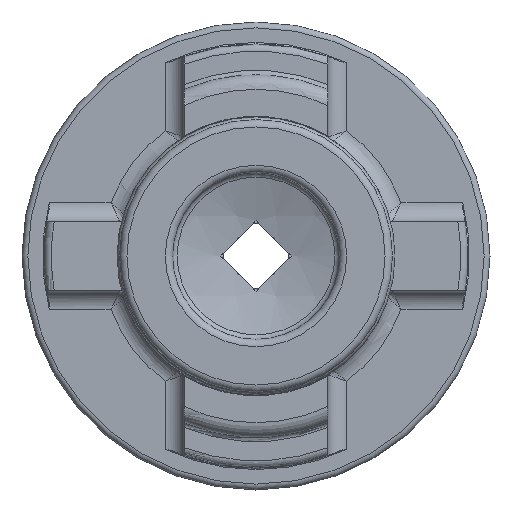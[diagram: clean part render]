
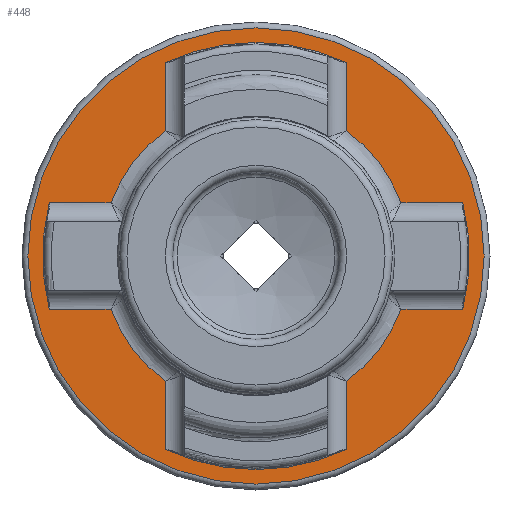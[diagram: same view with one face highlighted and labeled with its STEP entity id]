
A CAD part, left-side view. The second image highlights one B-rep face of the part: STEP entity #448.
In plain terms, the highlighted planar face has unit normal (-1, 0, 0).
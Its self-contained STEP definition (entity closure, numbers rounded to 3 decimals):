
#10 = CIRCLE ( 'NONE', #2170, 14.6 ) ;
#22 = VERTEX_POINT ( 'NONE', #142 ) ;
#46 = ORIENTED_EDGE ( 'NONE', *, *, #4258, .F. ) ;
#48 = EDGE_CURVE ( 'NONE', #2642, #3027, #3058, .T. ) ;
#64 = AXIS2_PLACEMENT_3D ( 'NONE', #1363, #946, #1745 ) ;
#142 = CARTESIAN_POINT ( 'NONE',  ( 23.8, -9.909, 3.65 ) ) ;
#163 = DIRECTION ( 'NONE',  ( 0., 0., 1. ) ) ;
#199 = DIRECTION ( 'NONE',  ( 0., 0., -1. ) ) ;
#225 = DIRECTION ( 'NONE',  ( 0., 0., -1. ) ) ;
#230 = LINE ( 'NONE', #4367, #3039 ) ;
#288 = EDGE_LOOP ( 'NONE', ( #4214, #1509, #798, #740, #46, #3239, #3460, #3339, #1344, #3614, #4062, #4904, #4155, #444, #2711, #4867 ) ) ;
#323 = CARTESIAN_POINT ( 'NONE',  ( 23.8, 14.6, -3.65 ) ) ;
#411 = CARTESIAN_POINT ( 'NONE',  ( 23.8, 6.2, -8.548 ) ) ;
#420 = DIRECTION ( 'NONE',  ( -1., 0., 0. ) ) ;
#444 = ORIENTED_EDGE ( 'NONE', *, *, #2613, .T. ) ;
#448 = ADVANCED_FACE ( 'NONE', ( #2790, #1229 ), #2590, .F. ) ;
#490 = DIRECTION ( 'NONE',  ( -1., 0., 0. ) ) ;
#564 = VERTEX_POINT ( 'NONE', #411 ) ;
#572 = VERTEX_POINT ( 'NONE', #3183 ) ;
#598 = VECTOR ( 'NONE', #4106, 1000. ) ;
#662 = VECTOR ( 'NONE', #199, 1000. ) ;
#740 = ORIENTED_EDGE ( 'NONE', *, *, #2043, .T. ) ;
#784 = DIRECTION ( 'NONE',  ( 0., 0., 1. ) ) ;
#798 = ORIENTED_EDGE ( 'NONE', *, *, #2847, .T. ) ;
#904 = VERTEX_POINT ( 'NONE', #3092 ) ;
#927 = VERTEX_POINT ( 'NONE', #2265 ) ;
#938 = EDGE_CURVE ( 'NONE', #927, #22, #4242, .T. ) ;
#939 = VERTEX_POINT ( 'NONE', #3703 ) ;
#946 = DIRECTION ( 'NONE',  ( 1., 0., 0. ) ) ;
#986 = VERTEX_POINT ( 'NONE', #2279 ) ;
#1007 = EDGE_CURVE ( 'NONE', #2500, #2129, #1093, .T. ) ;
#1019 = CARTESIAN_POINT ( 'NONE',  ( 23.8, 14.136, -3.65 ) ) ;
#1036 = DIRECTION ( 'NONE',  ( 0., 0., -1. ) ) ;
#1093 = LINE ( 'NONE', #323, #3974 ) ;
#1125 = EDGE_CURVE ( 'NONE', #22, #3027, #2177, .T. ) ;
#1157 = LINE ( 'NONE', #3736, #662 ) ;
#1229 = FACE_OUTER_BOUND ( 'NONE', #3146, .T. ) ;
#1254 = DIRECTION ( 'NONE',  ( -1., 0., 0. ) ) ;
#1268 = DIRECTION ( 'NONE',  ( 1., 0., 0. ) ) ;
#1287 = CARTESIAN_POINT ( 'NONE',  ( 23.8, -6.2, -8.548 ) ) ;
#1334 = CIRCLE ( 'NONE', #3835, 10.56 ) ;
#1344 = ORIENTED_EDGE ( 'NONE', *, *, #1355, .F. ) ;
#1355 = EDGE_CURVE ( 'NONE', #2070, #2129, #4636, .T. ) ;
#1363 = CARTESIAN_POINT ( 'NONE',  ( 23.8, 0., 0. ) ) ;
#1385 = EDGE_CURVE ( 'NONE', #939, #939, #3124, .T. ) ;
#1387 = DIRECTION ( 'NONE',  ( 1., 0., 0. ) ) ;
#1390 = AXIS2_PLACEMENT_3D ( 'NONE', #2103, #1735, #2907 ) ;
#1417 = DIRECTION ( 'NONE',  ( -1., 0., 0. ) ) ;
#1493 = DIRECTION ( 'NONE',  ( 0., 0., 1. ) ) ;
#1502 = VERTEX_POINT ( 'NONE', #2087 ) ;
#1509 = ORIENTED_EDGE ( 'NONE', *, *, #2452, .T. ) ;
#1566 = EDGE_CURVE ( 'NONE', #986, #564, #5029, .T. ) ;
#1603 = VERTEX_POINT ( 'NONE', #1876 ) ;
#1690 = CARTESIAN_POINT ( 'NONE',  ( 23.8, 9.909, 3.65 ) ) ;
#1735 = DIRECTION ( 'NONE',  ( 1., 0., 0. ) ) ;
#1745 = DIRECTION ( 'NONE',  ( 0., 0., -1. ) ) ;
#1778 = VECTOR ( 'NONE', #225, 1000. ) ;
#1787 = CARTESIAN_POINT ( 'NONE',  ( 23.8, 6.2, 0. ) ) ;
#1854 = CARTESIAN_POINT ( 'NONE',  ( 23.8, -14.136, 3.65 ) ) ;
#1876 = CARTESIAN_POINT ( 'NONE',  ( 23.8, -6.2, 13.218 ) ) ;
#1950 = DIRECTION ( 'NONE',  ( 0., -1., 0. ) ) ;
#2043 = EDGE_CURVE ( 'NONE', #2998, #572, #1157, .T. ) ;
#2070 = VERTEX_POINT ( 'NONE', #5049 ) ;
#2087 = CARTESIAN_POINT ( 'NONE',  ( 23.8, -9.909, -3.65 ) ) ;
#2103 = CARTESIAN_POINT ( 'NONE',  ( 23.8, 0., 0. ) ) ;
#2129 = VERTEX_POINT ( 'NONE', #1019 ) ;
#2135 = CARTESIAN_POINT ( 'NONE',  ( 23.8, 0., 0. ) ) ;
#2170 = AXIS2_PLACEMENT_3D ( 'NONE', #3427, #1417, #2540 ) ;
#2177 = LINE ( 'NONE', #3694, #2714 ) ;
#2180 = DIRECTION ( 'NONE',  ( 0., 0., 1. ) ) ;
#2219 = VECTOR ( 'NONE', #2180, 1000. ) ;
#2265 = CARTESIAN_POINT ( 'NONE',  ( 23.8, -6.2, 8.548 ) ) ;
#2278 = EDGE_CURVE ( 'NONE', #2070, #3741, #230, .T. ) ;
#2279 = CARTESIAN_POINT ( 'NONE',  ( 23.8, 6.2, -13.218 ) ) ;
#2317 = AXIS2_PLACEMENT_3D ( 'NONE', #2135, #490, #163 ) ;
#2320 = CARTESIAN_POINT ( 'NONE',  ( 23.8, 6.2, 0. ) ) ;
#2445 = DIRECTION ( 'NONE',  ( 0., 0., 1. ) ) ;
#2452 = EDGE_CURVE ( 'NONE', #2642, #1502, #3229, .T. ) ;
#2495 = CARTESIAN_POINT ( 'NONE',  ( 23.8, 0., 0. ) ) ;
#2500 = VERTEX_POINT ( 'NONE', #2893 ) ;
#2540 = DIRECTION ( 'NONE',  ( 0., 0., 1. ) ) ;
#2567 = AXIS2_PLACEMENT_3D ( 'NONE', #2869, #1254, #2445 ) ;
#2590 = PLANE ( 'NONE',  #5144 ) ;
#2613 = EDGE_CURVE ( 'NONE', #1603, #927, #4416, .T. ) ;
#2642 = VERTEX_POINT ( 'NONE', #3759 ) ;
#2711 = ORIENTED_EDGE ( 'NONE', *, *, #938, .T. ) ;
#2714 = VECTOR ( 'NONE', #4553, 1000. ) ;
#2790 = FACE_BOUND ( 'NONE', #288, .T. ) ;
#2847 = EDGE_CURVE ( 'NONE', #1502, #2998, #1334, .T. ) ;
#2869 = CARTESIAN_POINT ( 'NONE',  ( 23.8, 0., 0. ) ) ;
#2893 = CARTESIAN_POINT ( 'NONE',  ( 23.8, 9.909, -3.65 ) ) ;
#2907 = DIRECTION ( 'NONE',  ( 0., 0., -1. ) ) ;
#2998 = VERTEX_POINT ( 'NONE', #1287 ) ;
#3027 = VERTEX_POINT ( 'NONE', #1854 ) ;
#3039 = VECTOR ( 'NONE', #1950, 1000. ) ;
#3058 = CIRCLE ( 'NONE', #2317, 14.6 ) ;
#3092 = CARTESIAN_POINT ( 'NONE',  ( 23.8, 6.2, 8.548 ) ) ;
#3124 = CIRCLE ( 'NONE', #3762, 15.6 ) ;
#3146 = EDGE_LOOP ( 'NONE', ( #4128 ) ) ;
#3183 = CARTESIAN_POINT ( 'NONE',  ( 23.8, -6.2, -13.218 ) ) ;
#3194 = DIRECTION ( 'NONE',  ( -1., 0., 0. ) ) ;
#3229 = LINE ( 'NONE', #3582, #598 ) ;
#3239 = ORIENTED_EDGE ( 'NONE', *, *, #1566, .T. ) ;
#3243 = DIRECTION ( 'NONE',  ( 0., 0., -1. ) ) ;
#3300 = CARTESIAN_POINT ( 'NONE',  ( 23.8, -6.2, 7.857 ) ) ;
#3339 = ORIENTED_EDGE ( 'NONE', *, *, #1007, .T. ) ;
#3427 = CARTESIAN_POINT ( 'NONE',  ( 23.8, 0., 0. ) ) ;
#3460 = ORIENTED_EDGE ( 'NONE', *, *, #3711, .T. ) ;
#3502 = DIRECTION ( 'NONE',  ( 1., 0., 0. ) ) ;
#3582 = CARTESIAN_POINT ( 'NONE',  ( 23.8, -8.957, -3.65 ) ) ;
#3614 = ORIENTED_EDGE ( 'NONE', *, *, #2278, .T. ) ;
#3615 = DIRECTION ( 'NONE',  ( 0., 0., 1. ) ) ;
#3644 = CIRCLE ( 'NONE', #1390, 10.56 ) ;
#3662 = CIRCLE ( 'NONE', #64, 10.56 ) ;
#3694 = CARTESIAN_POINT ( 'NONE',  ( 23.8, -14.41, 3.65 ) ) ;
#3703 = CARTESIAN_POINT ( 'NONE',  ( 23.8, 0., 15.6 ) ) ;
#3711 = EDGE_CURVE ( 'NONE', #564, #2500, #3644, .T. ) ;
#3736 = CARTESIAN_POINT ( 'NONE',  ( 23.8, -6.2, -13.753 ) ) ;
#3741 = VERTEX_POINT ( 'NONE', #1690 ) ;
#3759 = CARTESIAN_POINT ( 'NONE',  ( 23.8, -14.136, -3.65 ) ) ;
#3762 = AXIS2_PLACEMENT_3D ( 'NONE', #2495, #420, #3615 ) ;
#3793 = LINE ( 'NONE', #1787, #2219 ) ;
#3835 = AXIS2_PLACEMENT_3D ( 'NONE', #4883, #1268, #3243 ) ;
#3855 = EDGE_CURVE ( 'NONE', #1603, #4770, #10, .T. ) ;
#3974 = VECTOR ( 'NONE', #4346, 1000. ) ;
#4062 = ORIENTED_EDGE ( 'NONE', *, *, #4683, .T. ) ;
#4106 = DIRECTION ( 'NONE',  ( 0., 1., 0. ) ) ;
#4128 = ORIENTED_EDGE ( 'NONE', *, *, #1385, .T. ) ;
#4155 = ORIENTED_EDGE ( 'NONE', *, *, #3855, .F. ) ;
#4214 = ORIENTED_EDGE ( 'NONE', *, *, #48, .F. ) ;
#4242 = CIRCLE ( 'NONE', #5033, 10.56 ) ;
#4258 = EDGE_CURVE ( 'NONE', #986, #572, #5193, .T. ) ;
#4346 = DIRECTION ( 'NONE',  ( 0., 1., 0. ) ) ;
#4358 = AXIS2_PLACEMENT_3D ( 'NONE', #4809, #3194, #784 ) ;
#4367 = CARTESIAN_POINT ( 'NONE',  ( 23.8, 14.6, 3.65 ) ) ;
#4401 = EDGE_CURVE ( 'NONE', #904, #4770, #3793, .T. ) ;
#4416 = LINE ( 'NONE', #3300, #1778 ) ;
#4532 = CARTESIAN_POINT ( 'NONE',  ( 23.8, 14.6, 0. ) ) ;
#4553 = DIRECTION ( 'NONE',  ( 0., -1., 0. ) ) ;
#4574 = VECTOR ( 'NONE', #1493, 1000. ) ;
#4636 = CIRCLE ( 'NONE', #4358, 14.6 ) ;
#4683 = EDGE_CURVE ( 'NONE', #3741, #904, #3662, .T. ) ;
#4710 = CARTESIAN_POINT ( 'NONE',  ( 23.8, 0., 0. ) ) ;
#4770 = VERTEX_POINT ( 'NONE', #5116 ) ;
#4809 = CARTESIAN_POINT ( 'NONE',  ( 23.8, 0., 0. ) ) ;
#4867 = ORIENTED_EDGE ( 'NONE', *, *, #1125, .T. ) ;
#4883 = CARTESIAN_POINT ( 'NONE',  ( 23.8, 0., 0. ) ) ;
#4904 = ORIENTED_EDGE ( 'NONE', *, *, #4401, .T. ) ;
#5021 = DIRECTION ( 'NONE',  ( 0., 0., -1. ) ) ;
#5029 = LINE ( 'NONE', #2320, #4574 ) ;
#5033 = AXIS2_PLACEMENT_3D ( 'NONE', #4710, #3502, #1036 ) ;
#5049 = CARTESIAN_POINT ( 'NONE',  ( 23.8, 14.136, 3.65 ) ) ;
#5116 = CARTESIAN_POINT ( 'NONE',  ( 23.8, 6.2, 13.218 ) ) ;
#5144 = AXIS2_PLACEMENT_3D ( 'NONE', #4532, #1387, #5021 ) ;
#5193 = CIRCLE ( 'NONE', #2567, 14.6 ) ;
